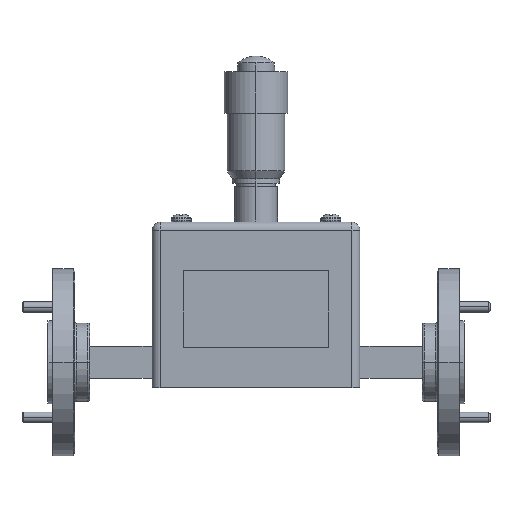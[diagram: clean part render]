
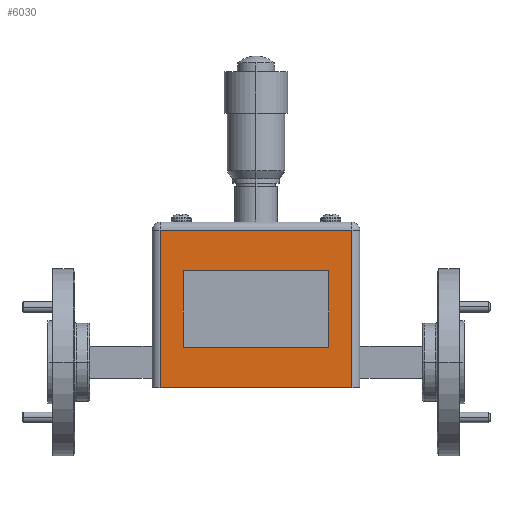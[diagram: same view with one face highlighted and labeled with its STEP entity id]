
A CAD part, top view. The second image highlights one B-rep face of the part: STEP entity #6030.
In plain terms, the highlighted planar face has unit normal (0, 0, 1).
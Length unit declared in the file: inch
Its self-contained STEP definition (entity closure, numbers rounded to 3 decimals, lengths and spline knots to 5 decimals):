
#55 = EDGE_CURVE ( 'NONE', #3946, #3513, #2964, .T. ) ;
#73 = CARTESIAN_POINT ( 'NONE',  ( 0., 0., 0.25 ) ) ;
#226 = CARTESIAN_POINT ( 'NONE',  ( 0.67565, 0., 0.25 ) ) ;
#504 = ORIENTED_EDGE ( 'NONE', *, *, #8079, .F. ) ;
#532 = CARTESIAN_POINT ( 'NONE',  ( 0.81213, 0.08836, 0.25 ) ) ;
#633 = EDGE_LOOP ( 'NONE', ( #6065, #1116, #3452, #8255 ) ) ;
#651 = VECTOR ( 'NONE', #1553, 39.37008 ) ;
#714 = DIRECTION ( 'NONE',  ( 1., 0., 0. ) ) ;
#909 = ORIENTED_EDGE ( 'NONE', *, *, #55, .F. ) ;
#1116 = ORIENTED_EDGE ( 'NONE', *, *, #3682, .T. ) ;
#1362 = CARTESIAN_POINT ( 'NONE',  ( 0.81213, 0.55047, 0.25 ) ) ;
#1553 = DIRECTION ( 'NONE',  ( -1., 0., 0. ) ) ;
#1640 = CARTESIAN_POINT ( 'NONE',  ( 0.81213, 0.55047, 0.25 ) ) ;
#1716 = ORIENTED_EDGE ( 'NONE', *, *, #5318, .F. ) ;
#1787 = DIRECTION ( 'NONE',  ( -1., 0., 0. ) ) ;
#1879 = LINE ( 'NONE', #5132, #8327 ) ;
#2044 = EDGE_CURVE ( 'NONE', #6972, #4112, #6639, .T. ) ;
#2093 = CARTESIAN_POINT ( 'NONE',  ( 0.67565, 0.79204, 0.25 ) ) ;
#2112 = CARTESIAN_POINT ( 'NONE',  ( 1.82435, -0.15321, 0.25 ) ) ;
#2224 = FACE_BOUND ( 'NONE', #6923, .T. ) ;
#2451 = VERTEX_POINT ( 'NONE', #4660 ) ;
#2629 = DIRECTION ( 'NONE',  ( 0., 1., 0. ) ) ;
#2754 = DIRECTION ( 'NONE',  ( 0., 0., -1. ) ) ;
#2910 = CARTESIAN_POINT ( 'NONE',  ( 1.68787, 0.08836, 0.25 ) ) ;
#2964 = LINE ( 'NONE', #1640, #651 ) ;
#2976 = LINE ( 'NONE', #532, #8103 ) ;
#3452 = ORIENTED_EDGE ( 'NONE', *, *, #2044, .T. ) ;
#3513 = VERTEX_POINT ( 'NONE', #1362 ) ;
#3578 = VECTOR ( 'NONE', #3613, 39.37008 ) ;
#3613 = DIRECTION ( 'NONE',  ( 0., -1., 0. ) ) ;
#3645 = VECTOR ( 'NONE', #6909, 39.37008 ) ;
#3682 = EDGE_CURVE ( 'NONE', #7362, #6972, #4932, .T. ) ;
#3789 = CARTESIAN_POINT ( 'NONE',  ( 1.68787, 0.08836, 0.25 ) ) ;
#3946 = VERTEX_POINT ( 'NONE', #6105 ) ;
#4112 = VERTEX_POINT ( 'NONE', #2112 ) ;
#4248 = FACE_OUTER_BOUND ( 'NONE', #633, .T. ) ;
#4411 = EDGE_CURVE ( 'NONE', #4112, #7350, #6539, .T. ) ;
#4660 = CARTESIAN_POINT ( 'NONE',  ( 0.81213, 0.08836, 0.25 ) ) ;
#4780 = DIRECTION ( 'NONE',  ( 0., -1., 0. ) ) ;
#4932 = LINE ( 'NONE', #226, #3578 ) ;
#5001 = ORIENTED_EDGE ( 'NONE', *, *, #7085, .F. ) ;
#5042 = AXIS2_PLACEMENT_3D ( 'NONE', #73, #2754, #4780 ) ;
#5051 = DIRECTION ( 'NONE',  ( 0., -1., 0. ) ) ;
#5132 = CARTESIAN_POINT ( 'NONE',  ( 0.81213, 0.08836, 0.25 ) ) ;
#5318 = EDGE_CURVE ( 'NONE', #8450, #3946, #6817, .T. ) ;
#5351 = CARTESIAN_POINT ( 'NONE',  ( 1.82435, 0.84204, 0.25 ) ) ;
#5517 = PLANE ( 'NONE',  #5042 ) ;
#5765 = EDGE_CURVE ( 'NONE', #7350, #7362, #7193, .T. ) ;
#6030 = ADVANCED_FACE ( 'NONE', ( #4248, #2224 ), #5517, .F. ) ;
#6065 = ORIENTED_EDGE ( 'NONE', *, *, #5765, .T. ) ;
#6105 = CARTESIAN_POINT ( 'NONE',  ( 1.68787, 0.55047, 0.25 ) ) ;
#6326 = CARTESIAN_POINT ( 'NONE',  ( 0.67565, -0.15321, 0.25 ) ) ;
#6363 = CARTESIAN_POINT ( 'NONE',  ( 0.62565, 0.79204, 0.25 ) ) ;
#6365 = VECTOR ( 'NONE', #714, 39.37008 ) ;
#6441 = VECTOR ( 'NONE', #2629, 39.37008 ) ;
#6465 = DIRECTION ( 'NONE',  ( 1., 0., 0. ) ) ;
#6539 = LINE ( 'NONE', #5351, #6441 ) ;
#6639 = LINE ( 'NONE', #6727, #6365 ) ;
#6727 = CARTESIAN_POINT ( 'NONE',  ( 0.62565, -0.15321, 0.25 ) ) ;
#6817 = LINE ( 'NONE', #2910, #3645 ) ;
#6909 = DIRECTION ( 'NONE',  ( 0., 1., 0. ) ) ;
#6923 = EDGE_LOOP ( 'NONE', ( #1716, #504, #5001, #909 ) ) ;
#6972 = VERTEX_POINT ( 'NONE', #6326 ) ;
#7085 = EDGE_CURVE ( 'NONE', #3513, #2451, #1879, .T. ) ;
#7193 = LINE ( 'NONE', #6363, #7283 ) ;
#7283 = VECTOR ( 'NONE', #1787, 39.37008 ) ;
#7350 = VERTEX_POINT ( 'NONE', #8302 ) ;
#7362 = VERTEX_POINT ( 'NONE', #2093 ) ;
#8079 = EDGE_CURVE ( 'NONE', #2451, #8450, #2976, .T. ) ;
#8103 = VECTOR ( 'NONE', #6465, 39.37008 ) ;
#8255 = ORIENTED_EDGE ( 'NONE', *, *, #4411, .T. ) ;
#8302 = CARTESIAN_POINT ( 'NONE',  ( 1.82435, 0.79204, 0.25 ) ) ;
#8327 = VECTOR ( 'NONE', #5051, 39.37008 ) ;
#8450 = VERTEX_POINT ( 'NONE', #3789 ) ;
